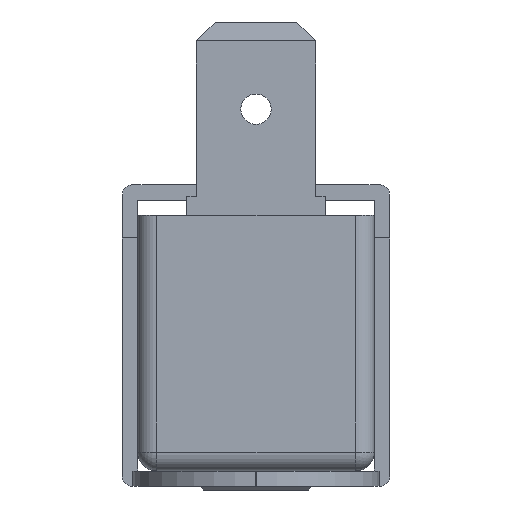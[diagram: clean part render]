
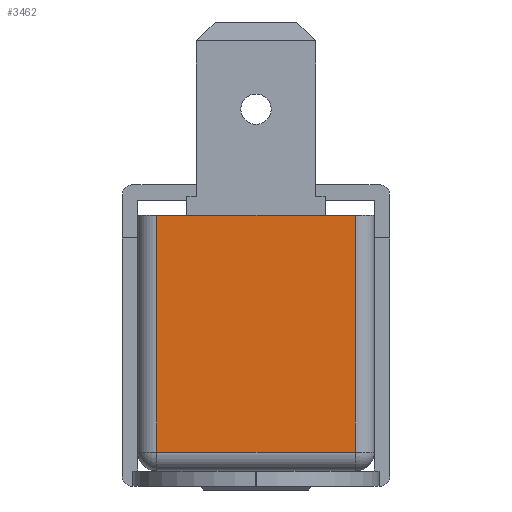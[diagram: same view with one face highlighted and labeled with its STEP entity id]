
A CAD part, left-side view. The second image highlights one B-rep face of the part: STEP entity #3462.
In plain terms, the highlighted planar face has unit normal (-1, 0, 0).
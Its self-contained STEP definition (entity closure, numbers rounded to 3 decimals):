
#166 = FACE_OUTER_BOUND ( 'NONE', #3253, .T. ) ;
#237 = VECTOR ( 'NONE', #2346, 1000. ) ;
#416 = CARTESIAN_POINT ( 'NONE',  ( -29.453, 9.84, 13.5 ) ) ;
#545 = LINE ( 'NONE', #416, #4098 ) ;
#562 = CARTESIAN_POINT ( 'NONE',  ( -29.453, -1.66, 13.5 ) ) ;
#590 = DIRECTION ( 'NONE',  ( 1., 0., 0. ) ) ;
#684 = CARTESIAN_POINT ( 'NONE',  ( -29.453, 8.84, 1. ) ) ;
#697 = DIRECTION ( 'NONE',  ( 0., -1., 0. ) ) ;
#1119 = CARTESIAN_POINT ( 'NONE',  ( -29.453, -1.66, 13.5 ) ) ;
#1206 = CARTESIAN_POINT ( 'NONE',  ( -29.453, 8.84, 13.5 ) ) ;
#1285 = ORIENTED_EDGE ( 'NONE', *, *, #1982, .T. ) ;
#1378 = ORIENTED_EDGE ( 'NONE', *, *, #2009, .F. ) ;
#1514 = DIRECTION ( 'NONE',  ( 0., 0., -1. ) ) ;
#1541 = VERTEX_POINT ( 'NONE', #1119 ) ;
#1662 = CARTESIAN_POINT ( 'NONE',  ( -29.453, 9.84, 1. ) ) ;
#1933 = EDGE_CURVE ( 'NONE', #3892, #4208, #2474, .T. ) ;
#1966 = LINE ( 'NONE', #1662, #237 ) ;
#1982 = EDGE_CURVE ( 'NONE', #2427, #1541, #3134, .T. ) ;
#2009 = EDGE_CURVE ( 'NONE', #3892, #1541, #545, .T. ) ;
#2066 = EDGE_CURVE ( 'NONE', #4208, #2427, #1966, .T. ) ;
#2152 = ORIENTED_EDGE ( 'NONE', *, *, #2066, .T. ) ;
#2346 = DIRECTION ( 'NONE',  ( 0., -1., 0. ) ) ;
#2427 = VERTEX_POINT ( 'NONE', #3844 ) ;
#2474 = LINE ( 'NONE', #1206, #3319 ) ;
#2542 = CARTESIAN_POINT ( 'NONE',  ( -29.453, 9.84, 13.5 ) ) ;
#2863 = DIRECTION ( 'NONE',  ( 0., 1., 0. ) ) ;
#3017 = VECTOR ( 'NONE', #4114, 1000. ) ;
#3104 = AXIS2_PLACEMENT_3D ( 'NONE', #2542, #590, #2863 ) ;
#3134 = LINE ( 'NONE', #562, #3017 ) ;
#3253 = EDGE_LOOP ( 'NONE', ( #1378, #3870, #2152, #1285 ) ) ;
#3319 = VECTOR ( 'NONE', #1514, 1000. ) ;
#3462 = ADVANCED_FACE ( 'NONE', ( #166 ), #3826, .F. ) ;
#3786 = CARTESIAN_POINT ( 'NONE',  ( -29.453, 8.84, 13.5 ) ) ;
#3826 = PLANE ( 'NONE',  #3104 ) ;
#3844 = CARTESIAN_POINT ( 'NONE',  ( -29.453, -1.66, 1. ) ) ;
#3870 = ORIENTED_EDGE ( 'NONE', *, *, #1933, .T. ) ;
#3892 = VERTEX_POINT ( 'NONE', #3786 ) ;
#4098 = VECTOR ( 'NONE', #697, 1000. ) ;
#4114 = DIRECTION ( 'NONE',  ( 0., 0., 1. ) ) ;
#4208 = VERTEX_POINT ( 'NONE', #684 ) ;
